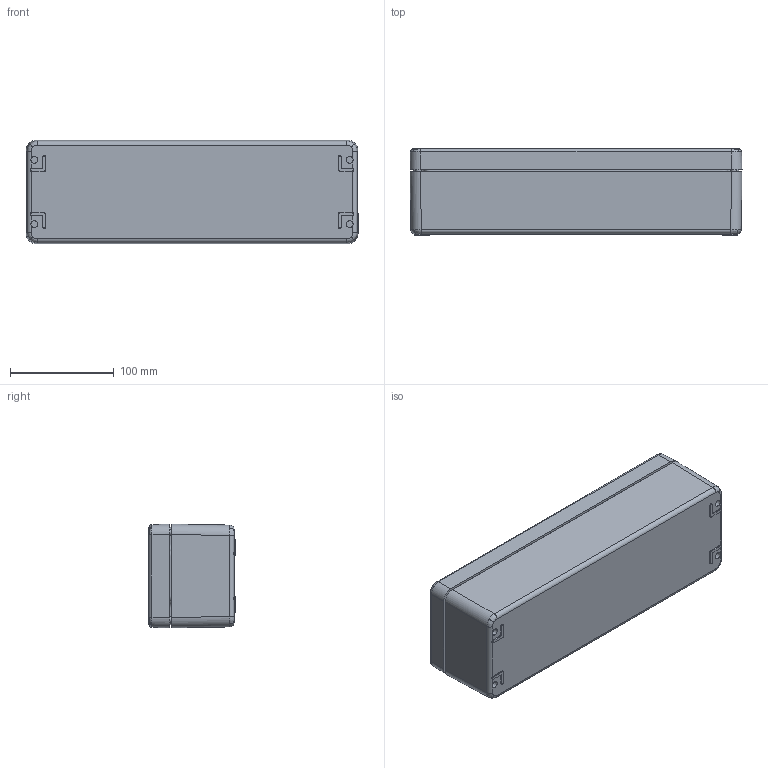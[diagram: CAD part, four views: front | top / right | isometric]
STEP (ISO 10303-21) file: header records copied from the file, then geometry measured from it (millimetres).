
FILE_DESCRIPTION(/* description */ ('Polyester-Gehäuse 320x100x80 mm'),/* implementation_level */ '2;1');
FILE_NAME(/* name */ '07321008010-RST.stp',/* time_stamp */ '2021-09-02T14:32:41+02:00',/* author */ ('sl'),/* organization */ (''),/* preprocessor_version */ 'ST-DEVELOPER v16.5',/* originating_system */ 'Autodesk Inventor 2017',/* authorisation */ '');
FILE_SCHEMA (('AUTOMOTIVE_DESIGN { 1 0 10303 214 3 1 1 }'));
Length unit declared in the file: millimetre
Products named in the file (8): 07_321008_010; 07_321008_010_1; 07_321008_010_2; 07_321008_010_3; 86221_Standard; 86224_Standard; 21051-Unterteil_Standard; 07_321008_010_4
Assembly tree (14 placements, depth 3):
  07_321008_010
    07_321008_010_1
    07_321008_010_2
    07_321008_010_4  x4
    07_321008_010_3
      86221_Standard  x2
      86224_Standard  x4
      21051-Unterteil_Standard
Bounding box: 320 x 83 x 100 mm (x, y, z)
Volume: 669727.4 mm3; surface area: 275296.7 mm2
Topology: 13 solids, 13 shells, 811 faces, 1976 edges, 1208 vertices
Faces by surface type: plane 279, cylinder 184, bspline 128, cone 120, torus 96, sphere 4
Full cylindrical faces by diameter (mm): 3.3 x2, 3.5 x8, 5 x10, 5.02 x4, 5.3 x4, 6 x4, 7.4 x4, 8 x4
Entity records: 21442 total; most frequent: CARTESIAN_POINT 7464, DIRECTION 2974, ORIENTED_EDGE 2804, EDGE_CURVE 1402, AXIS2_PLACEMENT_3D 1235, VERTEX_POINT 880, EDGE_LOOP 730, FACE_OUTER_BOUND 623
